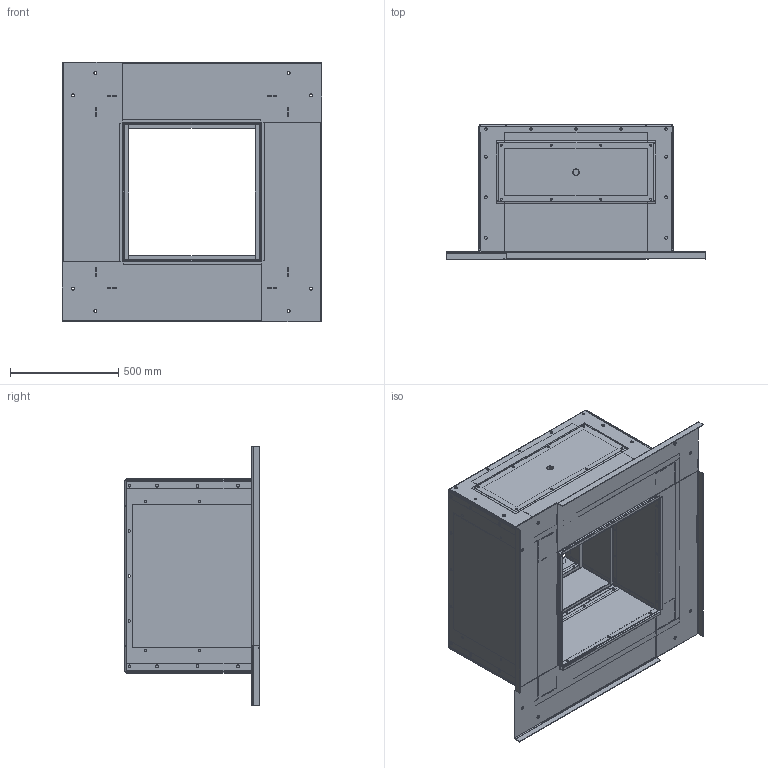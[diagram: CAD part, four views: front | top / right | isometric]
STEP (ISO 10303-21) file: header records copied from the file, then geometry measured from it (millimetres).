
FILE_DESCRIPTION(('STEP AP203'), '1');
FILE_NAME('捈 630', '', ('UNSPECIFIED'), ('UNSPECIFIED'), 'ASCON STEP Converter 1.3', 'ASCON Math Kernel', '');
FILE_SCHEMA(('CONFIG_CONTROL_DESIGN'));
Length unit declared in the file: millimetre
Bounding box: 1200 x 622 x 1200 mm (x, y, z)
Volume: 12344821.5 mm3; surface area: 13561026.9 mm2
Topology: 5 solids, 5 shells, 1340 faces, 3682 edges, 2270 vertices
Faces by surface type: plane 810, cylinder 514, bspline 16
Full cylindrical faces by diameter (mm): 5 x74, 8.5 x16, 9.3 x37, 10 x12, 10.3 x16, 11.3 x52, 13.3 x48, 13.5 x8, 16 x4, 28 x1, 30 x2
Entity records: 53620 total; most frequent: CARTESIAN_POINT 8151, DIRECTION 7032, ORIENTED_EDGE 6792, EDGE_CURVE 3396, AXIS2_PLACEMENT_3D 2359, LINE 2314, VECTOR 2314, VERTEX_POINT 2262
